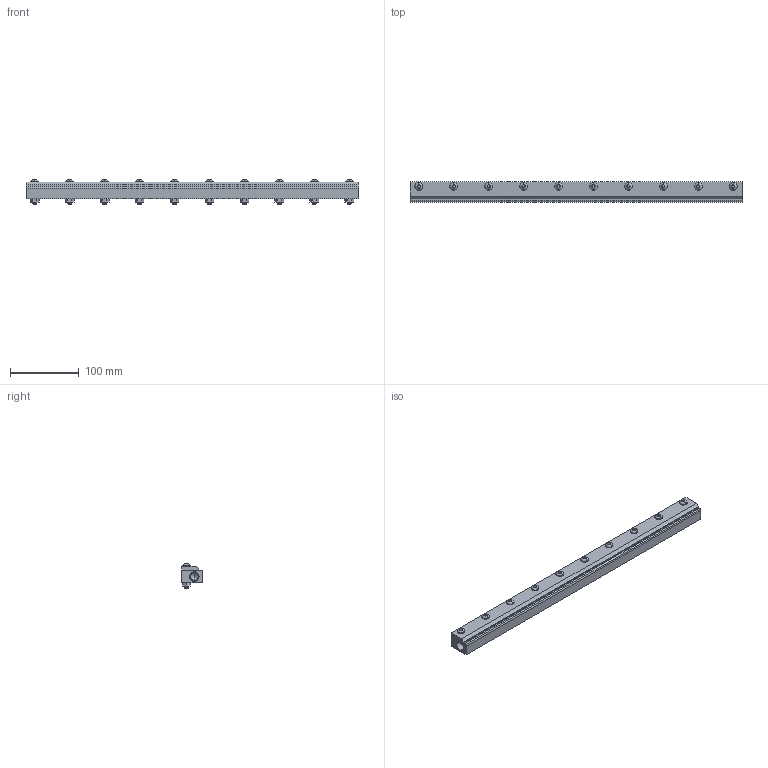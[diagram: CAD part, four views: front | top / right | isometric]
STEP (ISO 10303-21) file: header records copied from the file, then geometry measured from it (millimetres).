
FILE_DESCRIPTION(('STEP AP203'),'1');
FILE_NAME('2218ss.stp','2024-10-24T08:17:29',('TraceParts'),('TraceParts S.A.'),'Spatial InterOp 3D',' ',' ');
FILE_SCHEMA(('CONFIG_CONTROL_DESIGN'));
Length unit declared in the file: millimetre
Products named in the file (1): 1
Bounding box: 482.6 x 30.48 x 35.1 mm (x, y, z)
Volume: 328229.6 mm3; surface area: 95088.7 mm2
Topology: 22 solids, 22 shells, 348 faces, 831 edges, 549 vertices
Faces by surface type: plane 194, cylinder 104, bspline 26, cone 24
Entity records: 11244 total; most frequent: CARTESIAN_POINT 2800, DIRECTION 1783, ORIENTED_EDGE 1658, EDGE_CURVE 829, AXIS2_PLACEMENT_3D 634, VERTEX_POINT 549, LINE 515, VECTOR 515
